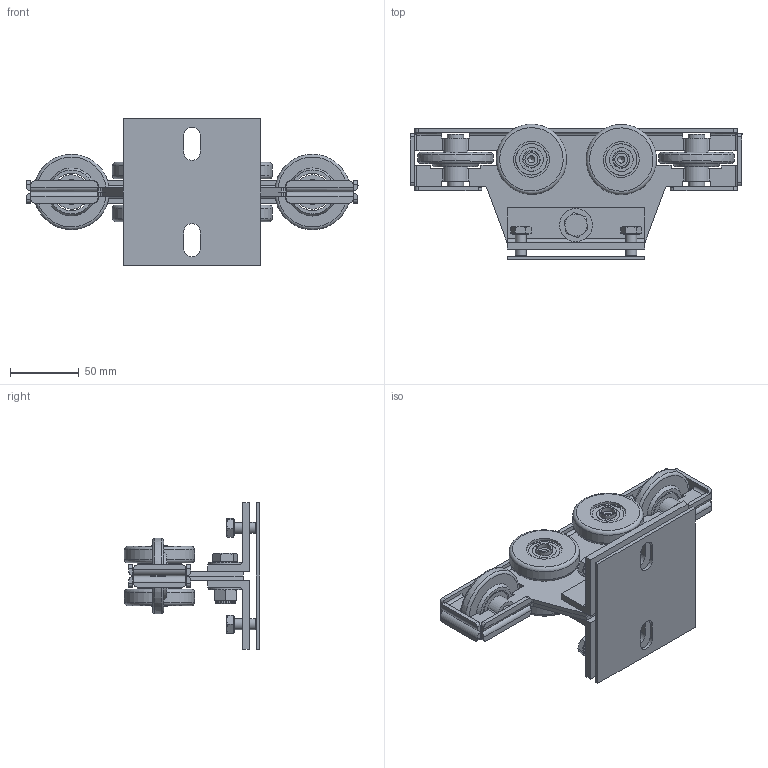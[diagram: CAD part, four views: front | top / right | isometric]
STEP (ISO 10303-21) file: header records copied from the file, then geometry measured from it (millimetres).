
FILE_DESCRIPTION(/* description */ (''),/* implementation_level */ '2;1');
FILE_NAME(/* name */ '9952S.stp',/* time_stamp */ '2019-08-14T12:23:56+02:00',/* author */ ('Marc'),/* organization */ (''),/* preprocessor_version */ 'ST-DEVELOPER v17.2',/* originating_system */ 'Autodesk Inventor 2019',/* authorisation */ '');
FILE_SCHEMA (('AUTOMOTIVE_DESIGN { 1 0 10303 214 3 1 1 }'));
Length unit declared in the file: millimetre
Products named in the file (18): 9952S; 17007; 17062; 17008; 17063; 16067; 15741; 18246; 04516; 04569; 09118; DIN 625 T1 - 6001 - 12 x 28 x 8; 09118-JOUE; 09105 NF E 22-165 - 28x1.2; 16068; 06028; 16668; 17064
Assembly tree (39 placements, depth 3):
  9952S
    17007  x2
    17062
    17008  x2
    17063  x2
    16067  x2
    15741  x2
    18246  x4
    04516  x4
    04569
    09118  x4
      DIN 625 T1 - 6001 - 12 x 28 x 8
      09118-JOUE
    09105 NF E 22-165 - 28x1.2  x4
    16068  x4
    06028
    16668  x2
    17064
Bounding box: 241 x 98.2 x 106 mm (x, y, z)
Volume: 340613.9 mm3; surface area: 203262.2 mm2
Topology: 78 solids, 78 shells, 908 faces, 2465 edges, 1686 vertices
Faces by surface type: plane 421, cylinder 294, torus 106, cone 57, sphere 28, bspline 2
Full cylindrical faces by diameter (mm): 2 x8, 6.647 x4, 8 x4, 8.376 x1, 9.5 x4, 10 x1, 10.4 x1, 11.63 x4, 11.8 x4, 12 x8, 12.1 x2, 12.2 x4, 14 x1, 14.1 x4, 14.475 x1, 14.63 x1, 17.216 x16, 18 x4, 22.784 x16, 24 x6, 25 x4, 26 x4, 27 x4, 28 x12, 29.5 x4, 32 x4, 51 x4
Entity records: 13927 total; most frequent: CARTESIAN_POINT 2678, DIRECTION 2347, ORIENTED_EDGE 2116, EDGE_CURVE 1058, AXIS2_PLACEMENT_3D 909, VERTEX_POINT 745, LINE 529, VECTOR 529
